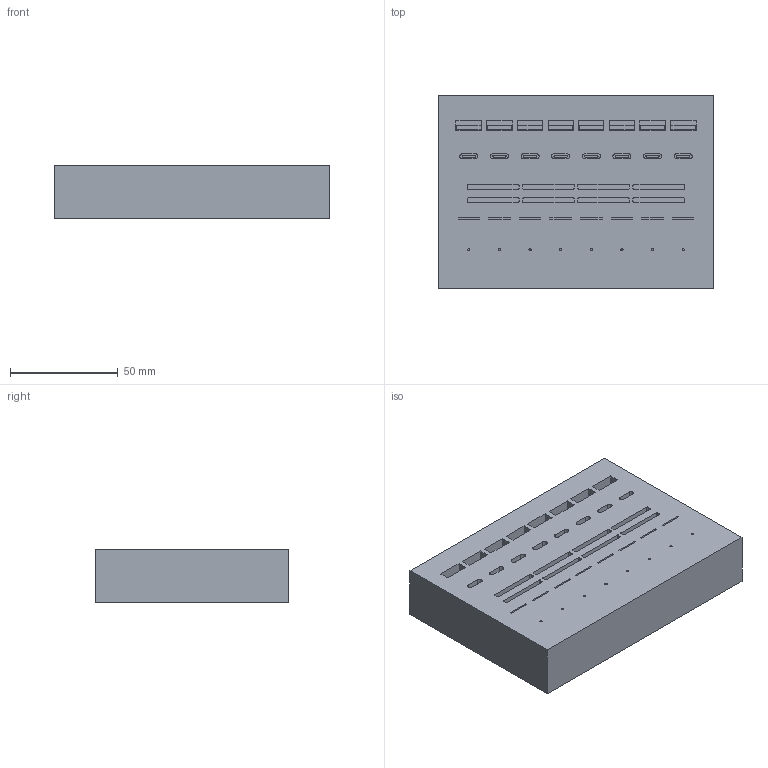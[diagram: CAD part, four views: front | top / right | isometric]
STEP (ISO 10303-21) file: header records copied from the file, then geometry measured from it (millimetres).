
FILE_DESCRIPTION(/* description */ ('STEP AP242','CAx-IF Rec.Pracs.---Representation and Presentation of Product Manufacturing Information (PMI)---4.0---2014-10-13','CAx-IF Rec.Pracs.---3D Tessellated Geometry---0.4---2014-09-14','2;1'),/* implementation_level */ '2;1');
FILE_NAME(/* name */ '668910ad1bb34608bb1a9c7f',/* time_stamp */ '2024-07-06T09:38:54Z',/* author */ (''),/* organization */ (''),/* preprocessor_version */ 'ST-DEVELOPER v20',/* originating_system */ ' ',/* authorisation */ ' ');
FILE_SCHEMA (('AP242_MANAGED_MODEL_BASED_3D_ENGINEERING_MIM_LF { 1 0 10303 442 1 1 4 }'));
Length unit declared in the file: metre
Products named in the file (1): Part 1
Bounding box: 128 x 90 x 25 mm (x, y, z)
Volume: 274802.7 mm3; surface area: 49738.8 mm2
Topology: 1 solids, 1 shells, 292 faces, 708 edges, 472 vertices
Faces by surface type: plane 220, cylinder 72
Full cylindrical faces by diameter (mm): 1 x8
Entity records: 8478 total; most frequent: CARTESIAN_POINT 1465, DIRECTION 1430, ORIENTED_EDGE 1400, EDGE_CURVE 700, LINE 556, VECTOR 556, VERTEX_POINT 472, AXIS2_PLACEMENT_3D 437
